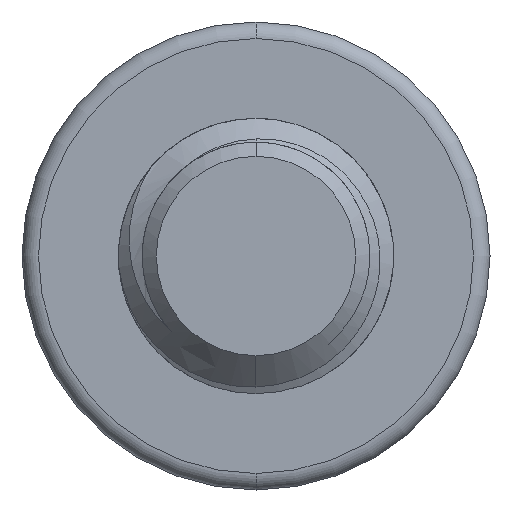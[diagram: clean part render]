
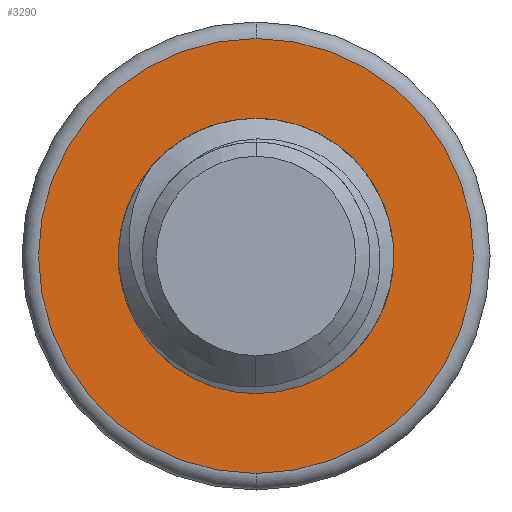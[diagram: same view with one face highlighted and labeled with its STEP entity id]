
A CAD part, front view. The second image highlights one B-rep face of the part: STEP entity #3290.
In plain terms, the highlighted planar face has unit normal (0, -1, 0).
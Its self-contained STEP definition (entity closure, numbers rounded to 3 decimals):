
#213 = CIRCLE ( 'NONE', #6864, 3.95 ) ;
#425 = DIRECTION ( 'NONE',  ( 0., 1., 0. ) ) ;
#448 = FACE_OUTER_BOUND ( 'NONE', #3194, .T. ) ;
#550 = DIRECTION ( 'NONE',  ( 0., 1., 0. ) ) ;
#708 = ORIENTED_EDGE ( 'NONE', *, *, #6356, .T. ) ;
#875 = CARTESIAN_POINT ( 'NONE',  ( 0., 95., -2.5 ) ) ;
#1057 = DIRECTION ( 'NONE',  ( 0., 0., 1. ) ) ;
#1072 = PLANE ( 'NONE',  #6979 ) ;
#1469 = VERTEX_POINT ( 'NONE', #875 ) ;
#1500 = CIRCLE ( 'NONE', #4643, 3.95 ) ;
#1625 = AXIS2_PLACEMENT_3D ( 'NONE', #4295, #425, #2239 ) ;
#1934 = CARTESIAN_POINT ( 'NONE',  ( 0., 95., 3.95 ) ) ;
#2183 = ORIENTED_EDGE ( 'NONE', *, *, #6816, .T. ) ;
#2189 = CARTESIAN_POINT ( 'NONE',  ( 0., 95., 0. ) ) ;
#2239 = DIRECTION ( 'NONE',  ( 0., 0., 1. ) ) ;
#2263 = ORIENTED_EDGE ( 'NONE', *, *, #4165, .T. ) ;
#2884 = EDGE_CURVE ( 'NONE', #6184, #5694, #1500, .T. ) ;
#3155 = EDGE_LOOP ( 'NONE', ( #2183, #708 ) ) ;
#3194 = EDGE_LOOP ( 'NONE', ( #2263, #6482 ) ) ;
#3262 = CARTESIAN_POINT ( 'NONE',  ( 0., 95., 0. ) ) ;
#3290 = ADVANCED_FACE ( 'NONE', ( #448, #6081 ), #1072, .F. ) ;
#3703 = DIRECTION ( 'NONE',  ( 0., 1., 0. ) ) ;
#3801 = DIRECTION ( 'NONE',  ( 0., 0., 1. ) ) ;
#3886 = CARTESIAN_POINT ( 'NONE',  ( 0., 95., 0. ) ) ;
#3951 = AXIS2_PLACEMENT_3D ( 'NONE', #3262, #3703, #5499 ) ;
#4165 = EDGE_CURVE ( 'NONE', #5694, #6184, #213, .T. ) ;
#4295 = CARTESIAN_POINT ( 'NONE',  ( 0., 95., 0. ) ) ;
#4412 = CARTESIAN_POINT ( 'NONE',  ( 0., 95., 0. ) ) ;
#4643 = AXIS2_PLACEMENT_3D ( 'NONE', #4412, #6499, #1057 ) ;
#4663 = CIRCLE ( 'NONE', #3951, 2.5 ) ;
#5232 = VERTEX_POINT ( 'NONE', #5726 ) ;
#5499 = DIRECTION ( 'NONE',  ( 0., 0., 1. ) ) ;
#5648 = DIRECTION ( 'NONE',  ( 0., 0., 1. ) ) ;
#5694 = VERTEX_POINT ( 'NONE', #1934 ) ;
#5726 = CARTESIAN_POINT ( 'NONE',  ( 0., 95., 2.5 ) ) ;
#6067 = CIRCLE ( 'NONE', #1625, 2.5 ) ;
#6081 = FACE_BOUND ( 'NONE', #3155, .T. ) ;
#6098 = CARTESIAN_POINT ( 'NONE',  ( 0., 95., -3.95 ) ) ;
#6184 = VERTEX_POINT ( 'NONE', #6098 ) ;
#6356 = EDGE_CURVE ( 'NONE', #5232, #1469, #6067, .T. ) ;
#6482 = ORIENTED_EDGE ( 'NONE', *, *, #2884, .T. ) ;
#6499 = DIRECTION ( 'NONE',  ( 0., -1., 0. ) ) ;
#6775 = DIRECTION ( 'NONE',  ( 0., -1., 0. ) ) ;
#6816 = EDGE_CURVE ( 'NONE', #1469, #5232, #4663, .T. ) ;
#6864 = AXIS2_PLACEMENT_3D ( 'NONE', #3886, #6775, #5648 ) ;
#6979 = AXIS2_PLACEMENT_3D ( 'NONE', #2189, #550, #3801 ) ;
